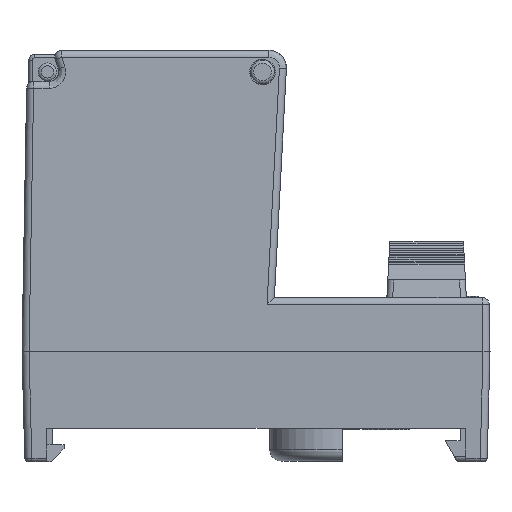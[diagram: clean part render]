
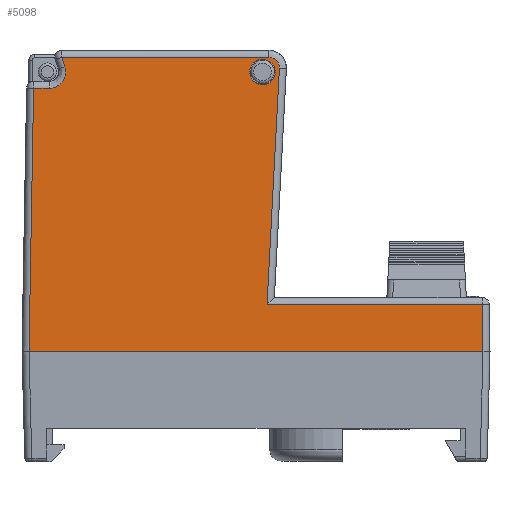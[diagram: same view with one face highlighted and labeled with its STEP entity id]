
A CAD part, front view. The second image highlights one B-rep face of the part: STEP entity #5098.
In plain terms, the highlighted planar face has unit normal (0, -1, 0.002).
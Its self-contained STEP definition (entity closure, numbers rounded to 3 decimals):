
#5098=ADVANCED_FACE('',(#11047,#11048),#8151,.F.);
#8151=PLANE('',#62903);
#10332=B_SPLINE_CURVE_WITH_KNOTS('',3,(#83529,#83530,#83531,#83532),
 .UNSPECIFIED.,.F.,.F.,(4,4),(0.,1.),.UNSPECIFIED.);
#10344=B_SPLINE_CURVE_WITH_KNOTS('',3,(#86635,#86636,#86637,#86638,#86639,
#86640,#86641,#86642,#86643,#86644,#86645),.UNSPECIFIED.,.F.,.F.,(4,1,1,
1,1,1,1,1,4),(0.,0.125,0.25,0.375,0.5,0.625,0.75,0.875,1.),.UNSPECIFIED.);
#10346=B_SPLINE_CURVE_WITH_KNOTS('',3,(#86722,#86723,#86724,#86725,#86726,
#86727,#86728,#86729,#86730,#86731),.UNSPECIFIED.,.F.,.F.,(4,1,1,1,1,1,1,
4),(0.,0.143,0.286,0.429,0.571,0.714,
0.857,1.),.UNSPECIFIED.);
#11047=FACE_BOUND('',#12182,.T.);
#11048=FACE_BOUND('',#12183,.T.);
#12182=EDGE_LOOP('',(#34882,#34883,#34884,#34885,#34886,#34887,#34888,#34889,
#34890,#34891));
#12183=EDGE_LOOP('',(#34892));
#17259=LINE('',#86577,#25156);
#17274=LINE('',#86702,#25171);
#17277=LINE('',#86718,#25174);
#17278=LINE('',#86778,#25175);
#17279=LINE('',#86780,#25176);
#17281=LINE('',#86789,#25178);
#17282=LINE('',#86796,#25179);
#25156=VECTOR('',#69838,1.);
#25171=VECTOR('',#69877,1.);
#25174=VECTOR('',#69894,1.);
#25175=VECTOR('',#69901,1.);
#25176=VECTOR('',#69904,1.);
#25178=VECTOR('',#69916,1.);
#25179=VECTOR('',#69925,1.);
#34882=ORIENTED_EDGE('',*,*,#56119,.T.);
#34883=ORIENTED_EDGE('',*,*,#56118,.T.);
#34884=ORIENTED_EDGE('',*,*,#56116,.T.);
#34885=ORIENTED_EDGE('',*,*,#56114,.T.);
#34886=ORIENTED_EDGE('',*,*,#56107,.T.);
#34887=ORIENTED_EDGE('',*,*,#56104,.T.);
#34888=ORIENTED_EDGE('',*,*,#56127,.T.);
#34889=ORIENTED_EDGE('',*,*,#56083,.T.);
#34890=ORIENTED_EDGE('',*,*,#54709,.F.);
#34891=ORIENTED_EDGE('',*,*,#56124,.T.);
#34892=ORIENTED_EDGE('',*,*,#56126,.T.);
#48792=VERTEX_POINT('',#83502);
#48796=VERTEX_POINT('',#83528);
#49643=VERTEX_POINT('',#86578);
#49657=VERTEX_POINT('',#86632);
#49658=VERTEX_POINT('',#86634);
#49659=VERTEX_POINT('',#86699);
#49662=VERTEX_POINT('',#86717);
#49663=VERTEX_POINT('',#86721);
#49664=VERTEX_POINT('',#86777);
#49665=VERTEX_POINT('',#86781);
#49668=VERTEX_POINT('',#86794);
#54709=EDGE_CURVE('',#48796,#48792,#10332,.T.);
#56083=EDGE_CURVE('',#49643,#48792,#17259,.T.);
#56104=EDGE_CURVE('',#49657,#49658,#10344,.T.);
#56107=EDGE_CURVE('',#49659,#49657,#17274,.T.);
#56114=EDGE_CURVE('',#49662,#49659,#17277,.T.);
#56116=EDGE_CURVE('',#49663,#49662,#10346,.T.);
#56118=EDGE_CURVE('',#49664,#49663,#17278,.T.);
#56119=EDGE_CURVE('',#49665,#49664,#17279,.T.);
#56124=EDGE_CURVE('',#48796,#49665,#17281,.T.);
#56126=EDGE_CURVE('',#49668,#49668,#62008,.T.);
#56127=EDGE_CURVE('',#49658,#49643,#17282,.T.);
#62008=ELLIPSE('',#62901,1.106,1.106);
#62901=AXIS2_PLACEMENT_3D('',#86793,#69921,#69922);
#62903=AXIS2_PLACEMENT_3D('',#86797,#69926,#69927);
#69838=DIRECTION('',(-0.017,-0.002,-1.));
#69877=DIRECTION('',(0.308,-0.002,-0.951));
#69894=DIRECTION('',(-1.,0.,0.));
#69901=DIRECTION('',(0.052,0.002,0.999));
#69904=DIRECTION('',(-1.,0.,0.));
#69916=DIRECTION('',(-0.017,0.002,1.));
#69921=DIRECTION('',(0.,1.,-0.002));
#69922=DIRECTION('',(0.,-0.002,-1.));
#69925=DIRECTION('',(-1.,0.,0.));
#69926=DIRECTION('',(0.,1.,-0.002));
#69927=DIRECTION('',(-1.,0.,0.));
#83502=CARTESIAN_POINT('',(-31.404,-140.22,0.));
#83528=CARTESIAN_POINT('',(7.64,-140.22,0.));
#83529=CARTESIAN_POINT('',(7.64,-140.22,0.));
#83530=CARTESIAN_POINT('',(-5.374,-140.22,0.));
#83531=CARTESIAN_POINT('',(-18.389,-140.22,0.));
#83532=CARTESIAN_POINT('',(-31.404,-140.22,0.));
#86577=CARTESIAN_POINT('',(-31.008,-140.181,22.664));
#86578=CARTESIAN_POINT('',(-31.008,-140.181,22.664));
#86632=CARTESIAN_POINT('',(-28.323,-140.177,24.504));
#86634=CARTESIAN_POINT('',(-29.662,-140.181,22.664));
#86635=CARTESIAN_POINT('',(-28.323,-140.177,24.504));
#86636=CARTESIAN_POINT('',(-28.288,-140.178,24.397));
#86637=CARTESIAN_POINT('',(-28.246,-140.178,24.182));
#86638=CARTESIAN_POINT('',(-28.259,-140.179,23.847));
#86639=CARTESIAN_POINT('',(-28.35,-140.179,23.526));
#86640=CARTESIAN_POINT('',(-28.513,-140.18,23.236));
#86641=CARTESIAN_POINT('',(-28.74,-140.18,22.991));
#86642=CARTESIAN_POINT('',(-29.017,-140.18,22.806));
#86643=CARTESIAN_POINT('',(-29.33,-140.181,22.69));
#86644=CARTESIAN_POINT('',(-29.549,-140.181,22.664));
#86645=CARTESIAN_POINT('',(-29.662,-140.181,22.664));
#86699=CARTESIAN_POINT('',(-28.589,-140.176,25.327));
#86702=CARTESIAN_POINT('',(-28.589,-140.176,25.327));
#86717=CARTESIAN_POINT('',(-10.774,-140.176,25.327));
#86718=CARTESIAN_POINT('',(-10.774,-140.176,25.327));
#86721=CARTESIAN_POINT('',(-9.87,-140.178,24.375));
#86722=CARTESIAN_POINT('',(-9.87,-140.178,24.375));
#86723=CARTESIAN_POINT('',(-9.867,-140.177,24.446));
#86724=CARTESIAN_POINT('',(-9.876,-140.177,24.585));
#86725=CARTESIAN_POINT('',(-9.937,-140.177,24.788));
#86726=CARTESIAN_POINT('',(-10.044,-140.177,24.97));
#86727=CARTESIAN_POINT('',(-10.189,-140.176,25.124));
#86728=CARTESIAN_POINT('',(-10.366,-140.176,25.239));
#86729=CARTESIAN_POINT('',(-10.565,-140.176,25.311));
#86730=CARTESIAN_POINT('',(-10.703,-140.176,25.327));
#86731=CARTESIAN_POINT('',(-10.774,-140.176,25.327));
#86777=CARTESIAN_POINT('',(-10.934,-140.213,4.071));
#86778=CARTESIAN_POINT('',(-10.934,-140.213,4.071));
#86780=CARTESIAN_POINT('',(7.569,-140.213,4.071));
#86781=CARTESIAN_POINT('',(7.569,-140.213,4.071));
#86789=CARTESIAN_POINT('',(7.64,-140.22,0.));
#86793=CARTESIAN_POINT('',(-11.32,-140.178,24.07));
#86794=CARTESIAN_POINT('',(-11.32,-140.18,22.964));
#86796=CARTESIAN_POINT('',(-29.662,-140.181,22.664));
#86797=CARTESIAN_POINT('',(12.064,-140.175,25.931));
